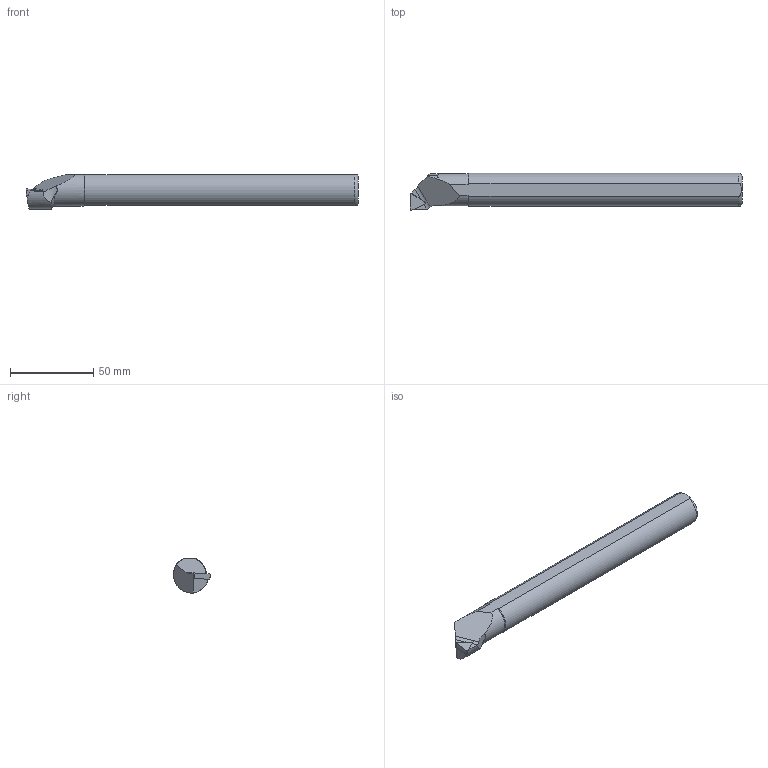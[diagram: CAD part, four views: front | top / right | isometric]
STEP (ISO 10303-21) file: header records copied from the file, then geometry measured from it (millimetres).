
FILE_DESCRIPTION(/* description */ (''),/* implementation_level */ '2;1');
FILE_NAME(/* name */ 'A20R-STUPR-1103.stp',/* time_stamp */ '2023-10-20T12:18:33+03:00',/* author */ (''),/* organization */ (''),/* preprocessor_version */ 'ST-DEVELOPER v19.4',/* originating_system */ 'SIEMENS PLM Software NX2306.3001',/* authorisation */ '');
FILE_SCHEMA (('AUTOMOTIVE_DESIGN { 1 0 10303 214 3 1 1 1 }'));
Length unit declared in the file: millimetre
Products named in the file (1): model1_objects
Bounding box: 199.96 x 22.73 x 20.59 mm (x, y, z)
Volume: 58280.5 mm3; surface area: 12841.7 mm2
Topology: 2 solids, 2 shells, 33 faces, 87 edges, 55 vertices
Faces by surface type: plane 17, cylinder 8, cone 7, torus 1
Entity records: 1311 total; most frequent: CARTESIAN_POINT 251, DIRECTION 165, ORIENTED_EDGE 164, EDGE_CURVE 82, AXIS2_PLACEMENT_3D 63, VERTEX_POINT 54, LINE 39, VECTOR 39
